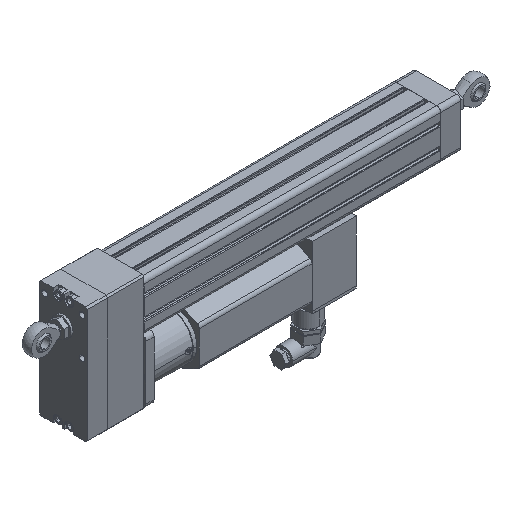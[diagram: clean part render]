
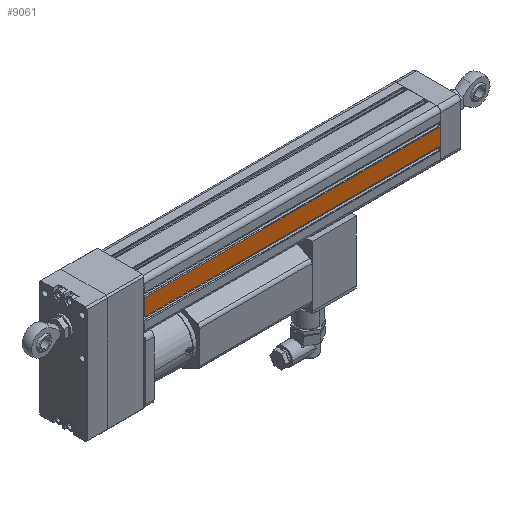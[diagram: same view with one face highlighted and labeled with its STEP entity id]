
A CAD part, isometric view. The second image highlights one B-rep face of the part: STEP entity #9061.
In plain terms, the highlighted face is planar.
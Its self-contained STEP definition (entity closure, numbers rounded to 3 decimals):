
#9005=CARTESIAN_POINT('',(132.0,-10.275,-30.15));
#9006=VERTEX_POINT('',#9005);
#9013=CARTESIAN_POINT('',(500.0,-10.275,-30.15));
#9014=VERTEX_POINT('',#9013);
#9015=CARTESIAN_POINT('',(500.0,-10.275,-30.15));
#9016=DIRECTION('',(-1.0,0.0,0.0));
#9017=VECTOR('',#9016,368.0);
#9018=LINE('',#9015,#9017);
#9019=EDGE_CURVE('',#9014,#9006,#9018,.T.);
#9031=CARTESIAN_POINT('',(500.0,-10.275,-30.15));
#9032=DIRECTION('',(0.0,0.0,-1.0));
#9033=DIRECTION('',(-1.0,0.0,0.0));
#9034=AXIS2_PLACEMENT_3D('',#9031,#9032,#9033);
#9035=PLANE('',#9034);
#9036=CARTESIAN_POINT('',(132.0,10.275,-30.15));
#9037=VERTEX_POINT('',#9036);
#9038=CARTESIAN_POINT('',(132.0,-10.275,-30.15));
#9039=DIRECTION('',(0.0,1.0,0.0));
#9040=VECTOR('',#9039,20.55);
#9041=LINE('',#9038,#9040);
#9042=EDGE_CURVE('',#9006,#9037,#9041,.T.);
#9043=ORIENTED_EDGE('',*,*,#9042,.T.);
#9044=CARTESIAN_POINT('',(500.0,10.275,-30.15));
#9045=VERTEX_POINT('',#9044);
#9046=CARTESIAN_POINT('',(500.0,10.275,-30.15));
#9047=DIRECTION('',(-1.0,0.0,0.0));
#9048=VECTOR('',#9047,368.0);
#9049=LINE('',#9046,#9048);
#9050=EDGE_CURVE('',#9045,#9037,#9049,.T.);
#9051=ORIENTED_EDGE('',*,*,#9050,.F.);
#9052=CARTESIAN_POINT('',(500.0,-10.275,-30.15));
#9053=DIRECTION('',(0.0,1.0,0.0));
#9054=VECTOR('',#9053,20.55);
#9055=LINE('',#9052,#9054);
#9056=EDGE_CURVE('',#9014,#9045,#9055,.T.);
#9057=ORIENTED_EDGE('',*,*,#9056,.F.);
#9058=ORIENTED_EDGE('',*,*,#9019,.T.);
#9059=EDGE_LOOP('',(#9043,#9051,#9057,#9058));
#9060=FACE_OUTER_BOUND('',#9059,.T.);
#9061=ADVANCED_FACE('',(#9060),#9035,.T.);
